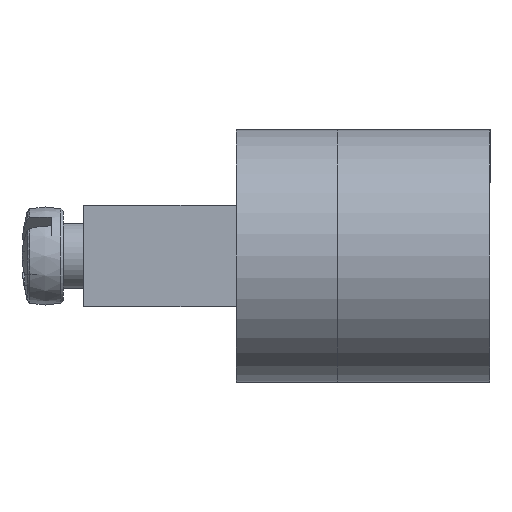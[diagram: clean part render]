
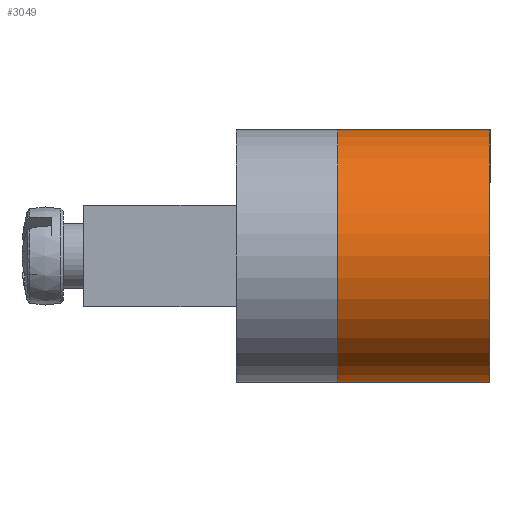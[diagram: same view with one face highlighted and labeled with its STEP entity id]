
A CAD part, left-side view. The second image highlights one B-rep face of the part: STEP entity #3049.
In plain terms, the highlighted cylindrical face has radius 7.5 mm (diameter 15 mm), a partial arc.
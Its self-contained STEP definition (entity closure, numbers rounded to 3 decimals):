
#212=LINE('',#6151,#258);
#217=LINE('',#6163,#263);
#258=VECTOR('',#4239,9.);
#263=VECTOR('',#4254,9.);
#827=CIRCLE('',#3425,7.5);
#828=CIRCLE('',#3427,7.5);
#1002=FACE_OUTER_BOUND('',#1437,.T.);
#1437=EDGE_LOOP('',(#2619,#2620,#2621,#2622));
#1750=VERTEX_POINT('',#6149);
#1751=VERTEX_POINT('',#6150);
#1752=VERTEX_POINT('',#6155);
#1753=VERTEX_POINT('',#6159);
#2041=EDGE_CURVE('',#1750,#1751,#212,.T.);
#2044=EDGE_CURVE('',#1752,#1751,#827,.T.);
#2047=EDGE_CURVE('',#1750,#1753,#828,.T.);
#2048=EDGE_CURVE('',#1753,#1752,#217,.T.);
#2619=ORIENTED_EDGE('',*,*,#2047,.T.);
#2620=ORIENTED_EDGE('',*,*,#2048,.T.);
#2621=ORIENTED_EDGE('',*,*,#2044,.T.);
#2622=ORIENTED_EDGE('',*,*,#2041,.F.);
#2742=CYLINDRICAL_SURFACE('',#3429,7.5);
#3049=ADVANCED_FACE('',(#1002),#2742,.T.);
#3425=AXIS2_PLACEMENT_3D('',#6156,#4244,#4245);
#3427=AXIS2_PLACEMENT_3D('',#6161,#4250,#4251);
#3429=AXIS2_PLACEMENT_3D('',#6164,#4255,#4256);
#4239=DIRECTION('',(0.,1.,0.));
#4244=DIRECTION('center_axis',(0.,-1.,0.));
#4245=DIRECTION('ref_axis',(0.,0.,
1.));
#4250=DIRECTION('center_axis',(0.,1.,0.));
#4251=DIRECTION('ref_axis',(0.,0.,1.));
#4254=DIRECTION('',(0.,1.,0.));
#4255=DIRECTION('center_axis',(0.,1.,0.));
#4256=DIRECTION('ref_axis',(0.,0.,1.));
#6149=CARTESIAN_POINT('',(7.,0.,7.5));
#6150=CARTESIAN_POINT('',(7.,9.,7.5));
#6151=CARTESIAN_POINT('',(7.,-10.607,7.5));
#6155=CARTESIAN_POINT('',(7.,9.,-7.5));
#6156=CARTESIAN_POINT('Origin',(7.,9.,0.));
#6159=CARTESIAN_POINT('',(7.,0.,-7.5));
#6161=CARTESIAN_POINT('Origin',(7.,0.,0.));
#6163=CARTESIAN_POINT('',(7.,-10.607,-7.5));
#6164=CARTESIAN_POINT('Origin',(7.,-10.607,0.));
